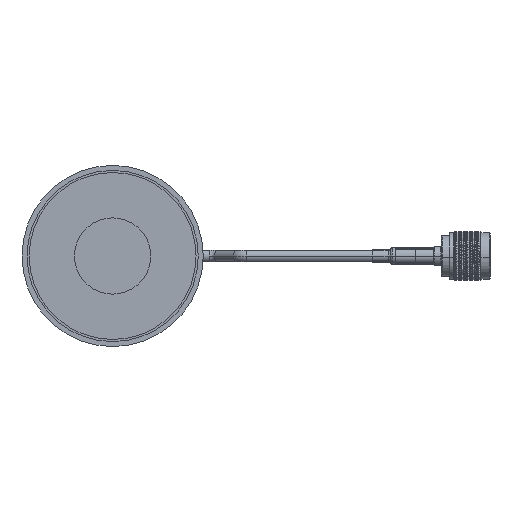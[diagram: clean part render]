
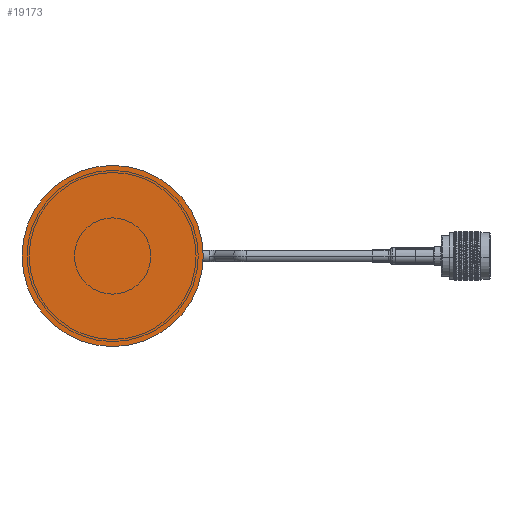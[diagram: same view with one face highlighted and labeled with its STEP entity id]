
A CAD part, front view. The second image highlights one B-rep face of the part: STEP entity #19173.
In plain terms, the highlighted planar face has unit normal (0, -1, 0).
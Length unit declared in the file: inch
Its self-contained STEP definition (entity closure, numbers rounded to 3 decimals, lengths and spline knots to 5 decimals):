
#3987 = DIRECTION ( 'NONE',  ( 0., 0., -1. ) ) ;
#12548 = DIRECTION ( 'NONE',  ( 0., 1., 0. ) ) ;
#12649 = CARTESIAN_POINT ( 'NONE',  ( 0., -0.00984, 1.49606 ) ) ;
#17519 = CIRCLE ( 'NONE', #72347, 1.49606 ) ;
#18897 = CIRCLE ( 'NONE', #39447, 1.49606 ) ;
#19173 = ADVANCED_FACE ( 'NONE', ( #66947 ), #82063, .F. ) ;
#27222 = DIRECTION ( 'NONE',  ( 0., 0., 1. ) ) ;
#37215 = CARTESIAN_POINT ( 'NONE',  ( 0., -0.00984, -1.49606 ) ) ;
#39349 = DIRECTION ( 'NONE',  ( 0., 0., -1. ) ) ;
#39447 = AXIS2_PLACEMENT_3D ( 'NONE', #60301, #12548, #3987 ) ;
#57694 = VERTEX_POINT ( 'NONE', #37215 ) ;
#60301 = CARTESIAN_POINT ( 'NONE',  ( 0., -0.00984, 0. ) ) ;
#66947 = FACE_OUTER_BOUND ( 'NONE', #72625, .T. ) ;
#70112 = DIRECTION ( 'NONE',  ( 0., 1., 0. ) ) ;
#72347 = AXIS2_PLACEMENT_3D ( 'NONE', #98423, #82257, #39349 ) ;
#72625 = EDGE_LOOP ( 'NONE', ( #79535, #76402 ) ) ;
#73969 = VERTEX_POINT ( 'NONE', #12649 ) ;
#76402 = ORIENTED_EDGE ( 'NONE', *, *, #100054, .F. ) ;
#79535 = ORIENTED_EDGE ( 'NONE', *, *, #90710, .F. ) ;
#82063 = PLANE ( 'NONE',  #88410 ) ;
#82257 = DIRECTION ( 'NONE',  ( 0., 1., 0. ) ) ;
#88410 = AXIS2_PLACEMENT_3D ( 'NONE', #100850, #70112, #27222 ) ;
#90710 = EDGE_CURVE ( 'NONE', #57694, #73969, #18897, .T. ) ;
#98423 = CARTESIAN_POINT ( 'NONE',  ( 0., -0.00984, 0. ) ) ;
#100054 = EDGE_CURVE ( 'NONE', #73969, #57694, #17519, .T. ) ;
#100850 = CARTESIAN_POINT ( 'NONE',  ( 0., -0.00984, 0. ) ) ;
